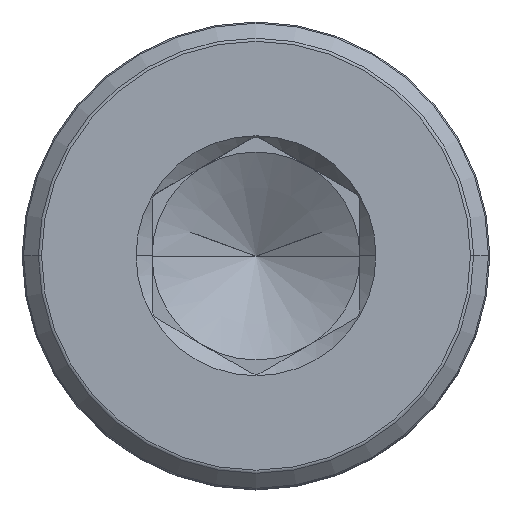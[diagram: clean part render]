
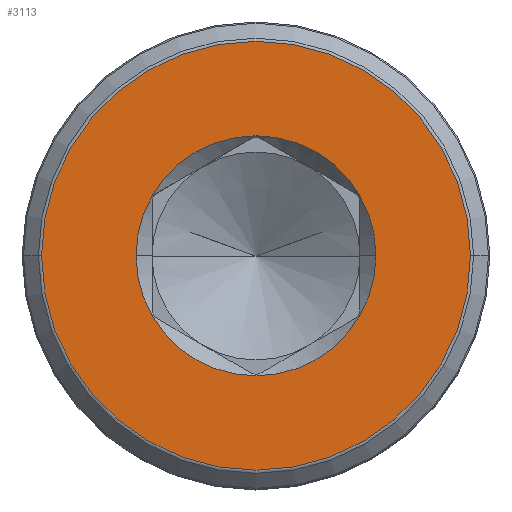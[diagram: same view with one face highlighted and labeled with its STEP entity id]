
A CAD part, top view. The second image highlights one B-rep face of the part: STEP entity #3113.
In plain terms, the highlighted planar face has unit normal (0, 0, 1).
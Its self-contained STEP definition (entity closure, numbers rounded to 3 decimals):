
#251 = CARTESIAN_POINT ( 'NONE',  ( 1.155, 0., 6.25 ) ) ;
#472 = CARTESIAN_POINT ( 'NONE',  ( 0., 2.064, 6.25 ) ) ;
#640 = VERTEX_POINT ( 'NONE', #5004 ) ;
#867 = CARTESIAN_POINT ( 'NONE',  ( 0., 0., 6.25 ) ) ;
#872 = PLANE ( 'NONE',  #1168 ) ;
#1001 = CARTESIAN_POINT ( 'NONE',  ( -2.064, 0., 6.25 ) ) ;
#1106 = DIRECTION ( 'NONE',  ( 0., 0., 1. ) ) ;
#1109 = DIRECTION ( 'NONE',  ( 0., 0., 1. ) ) ;
#1168 = AXIS2_PLACEMENT_3D ( 'NONE', #472, #3164, #3567 ) ;
#1172 = ORIENTED_EDGE ( 'NONE', *, *, #5734, .F. ) ;
#1175 = VERTEX_POINT ( 'NONE', #5726 ) ;
#1201 = CIRCLE ( 'NONE', #4283, 2.064 ) ;
#1280 = AXIS2_PLACEMENT_3D ( 'NONE', #867, #4003, #4917 ) ;
#1350 = CIRCLE ( 'NONE', #1280, 2.064 ) ;
#1649 = ORIENTED_EDGE ( 'NONE', *, *, #2951, .T. ) ;
#1662 = EDGE_LOOP ( 'NONE', ( #4956, #1649 ) ) ;
#1738 = VERTEX_POINT ( 'NONE', #1001 ) ;
#1801 = EDGE_CURVE ( 'NONE', #2633, #1175, #4904, .T. ) ;
#2103 = DIRECTION ( 'NONE',  ( 1., 0., 0. ) ) ;
#2340 = CARTESIAN_POINT ( 'NONE',  ( 0., 0., 6.25 ) ) ;
#2391 = DIRECTION ( 'NONE',  ( 1., 0., 0. ) ) ;
#2615 = CIRCLE ( 'NONE', #4545, 1.155 ) ;
#2633 = VERTEX_POINT ( 'NONE', #251 ) ;
#2648 = AXIS2_PLACEMENT_3D ( 'NONE', #3330, #1106, #2391 ) ;
#2951 = EDGE_CURVE ( 'NONE', #1738, #640, #1201, .T. ) ;
#3113 = ADVANCED_FACE ( 'NONE', ( #4486, #3724 ), #872, .F. ) ;
#3164 = DIRECTION ( 'NONE',  ( 0., 0., -1. ) ) ;
#3246 = EDGE_CURVE ( 'NONE', #640, #1738, #1350, .T. ) ;
#3330 = CARTESIAN_POINT ( 'NONE',  ( 0., 0., 6.25 ) ) ;
#3409 = CARTESIAN_POINT ( 'NONE',  ( 0., 0., 6.25 ) ) ;
#3567 = DIRECTION ( 'NONE',  ( -1., 0., 0. ) ) ;
#3724 = FACE_OUTER_BOUND ( 'NONE', #1662, .T. ) ;
#4003 = DIRECTION ( 'NONE',  ( 0., 0., 1. ) ) ;
#4273 = DIRECTION ( 'NONE',  ( 0., 0., 1. ) ) ;
#4283 = AXIS2_PLACEMENT_3D ( 'NONE', #3409, #4273, #2103 ) ;
#4390 = EDGE_LOOP ( 'NONE', ( #4460, #1172 ) ) ;
#4460 = ORIENTED_EDGE ( 'NONE', *, *, #1801, .F. ) ;
#4486 = FACE_BOUND ( 'NONE', #4390, .T. ) ;
#4545 = AXIS2_PLACEMENT_3D ( 'NONE', #2340, #1109, #5197 ) ;
#4904 = CIRCLE ( 'NONE', #2648, 1.155 ) ;
#4917 = DIRECTION ( 'NONE',  ( 1., 0., 0. ) ) ;
#4956 = ORIENTED_EDGE ( 'NONE', *, *, #3246, .T. ) ;
#5004 = CARTESIAN_POINT ( 'NONE',  ( 2.064, 0., 6.25 ) ) ;
#5197 = DIRECTION ( 'NONE',  ( 1., 0., 0. ) ) ;
#5726 = CARTESIAN_POINT ( 'NONE',  ( -1.155, 0., 6.25 ) ) ;
#5734 = EDGE_CURVE ( 'NONE', #1175, #2633, #2615, .T. ) ;
